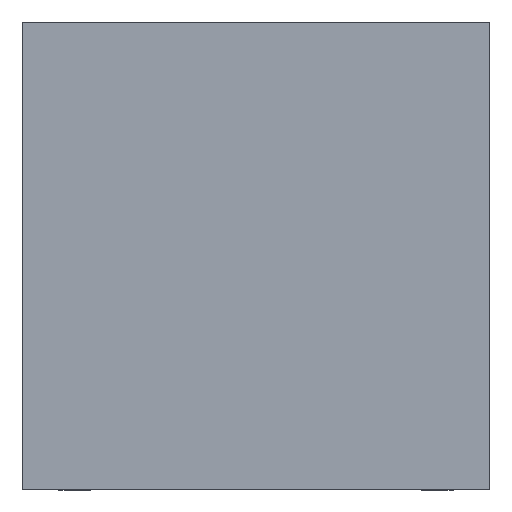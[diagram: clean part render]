
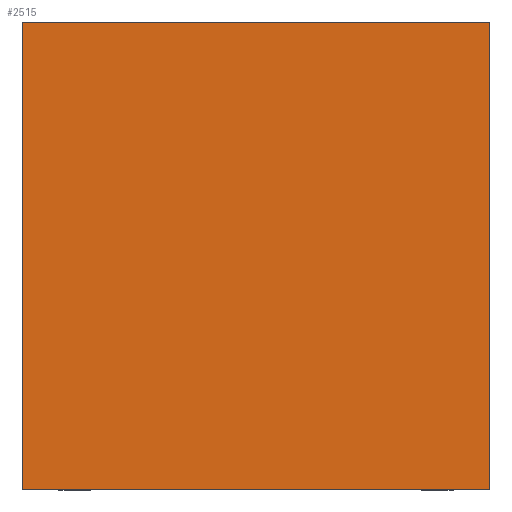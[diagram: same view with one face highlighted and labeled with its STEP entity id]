
A CAD part, top view. The second image highlights one B-rep face of the part: STEP entity #2515.
In plain terms, the highlighted planar face has unit normal (0, 0, 1).
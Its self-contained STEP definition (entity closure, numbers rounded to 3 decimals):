
#625=ORIENTED_EDGE('',*,*,#1051,.T.);
#626=ORIENTED_EDGE('',*,*,#1055,.T.);
#627=ORIENTED_EDGE('',*,*,#1058,.T.);
#628=ORIENTED_EDGE('',*,*,#1060,.T.);
#1051=EDGE_CURVE('',#1314,#1313,#1593,.T.);
#1055=EDGE_CURVE('',#1313,#1316,#1597,.T.);
#1058=EDGE_CURVE('',#1316,#1318,#1600,.T.);
#1060=EDGE_CURVE('',#1318,#1314,#1602,.T.);
#1313=VERTEX_POINT('',#4074);
#1314=VERTEX_POINT('',#4076);
#1316=VERTEX_POINT('',#4082);
#1318=VERTEX_POINT('',#4088);
#1593=LINE('',#4075,#1905);
#1597=LINE('',#4083,#1909);
#1600=LINE('',#4089,#1912);
#1602=LINE('',#4092,#1914);
#1905=VECTOR('',#3353,1000.);
#1909=VECTOR('',#3359,1000.);
#1912=VECTOR('',#3364,1000.);
#1914=VECTOR('',#3368,1000.);
#2103=EDGE_LOOP('',(#625,#626,#627,#628));
#2247=FACE_BOUND('',#2103,.T.);
#2374=PLANE('',#2829);
#2515=ADVANCED_FACE('',(#2247),#2374,.T.);
#2829=AXIS2_PLACEMENT_3D('',#4093,#3369,#3370);
#3353=DIRECTION('',(0.,-1.,0.));
#3359=DIRECTION('',(1.,0.,0.));
#3364=DIRECTION('',(0.,1.,0.));
#3368=DIRECTION('',(-1.,0.,0.));
#3369=DIRECTION('',(0.,0.,1.));
#3370=DIRECTION('',(1.,0.,0.));
#4074=CARTESIAN_POINT('',(-0.475,-0.475,0.27));
#4075=CARTESIAN_POINT('',(-0.475,0.475,0.27));
#4076=CARTESIAN_POINT('',(-0.475,0.475,0.27));
#4082=CARTESIAN_POINT('',(0.475,-0.475,0.27));
#4083=CARTESIAN_POINT('',(-0.475,-0.475,0.27));
#4088=CARTESIAN_POINT('',(0.475,0.475,0.27));
#4089=CARTESIAN_POINT('',(0.475,-0.475,0.27));
#4092=CARTESIAN_POINT('',(0.475,0.475,0.27));
#4093=CARTESIAN_POINT('',(0.,0.,0.27));
